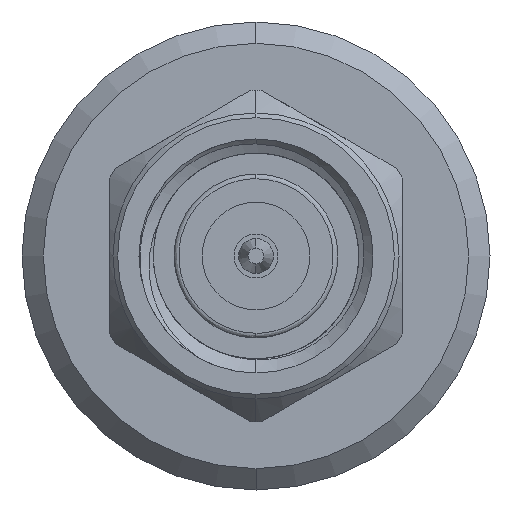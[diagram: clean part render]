
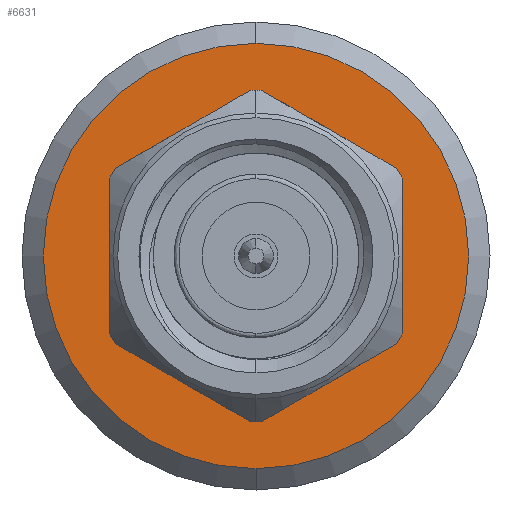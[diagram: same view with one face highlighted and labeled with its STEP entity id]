
A CAD part, left-side view. The second image highlights one B-rep face of the part: STEP entity #6631.
In plain terms, the highlighted planar face has unit normal (-1, 0, 0).
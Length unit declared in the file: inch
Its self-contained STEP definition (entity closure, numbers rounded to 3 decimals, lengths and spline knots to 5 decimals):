
#145 = CIRCLE ( 'NONE', #3974, 0.22718 ) ;
#215 = CARTESIAN_POINT ( 'NONE',  ( 0.34931, 0.13786, 0. ) ) ;
#643 = EDGE_CURVE ( 'NONE', #2263, #904, #6645, .T. ) ;
#723 = FACE_OUTER_BOUND ( 'NONE', #2214, .T. ) ;
#904 = VERTEX_POINT ( 'NONE', #2076 ) ;
#932 = DIRECTION ( 'NONE',  ( 0., 0., -1. ) ) ;
#1068 = EDGE_LOOP ( 'NONE', ( #5843, #4859 ) ) ;
#1097 = AXIS2_PLACEMENT_3D ( 'NONE', #5609, #3021, #932 ) ;
#1324 = CARTESIAN_POINT ( 'NONE',  ( 0.34931, 0., 0.13786 ) ) ;
#1349 = EDGE_CURVE ( 'NONE', #4081, #5859, #2306, .T. ) ;
#1397 = DIRECTION ( 'NONE',  ( 1., 0., 0. ) ) ;
#1505 = DIRECTION ( 'NONE',  ( 0., 0., -1. ) ) ;
#1794 = DIRECTION ( 'NONE',  ( -1., 0., 0. ) ) ;
#2076 = CARTESIAN_POINT ( 'NONE',  ( 0.34931, 0., -0.22718 ) ) ;
#2214 = EDGE_LOOP ( 'NONE', ( #2257, #5327 ) ) ;
#2257 = ORIENTED_EDGE ( 'NONE', *, *, #4995, .F. ) ;
#2263 = VERTEX_POINT ( 'NONE', #2595 ) ;
#2306 = CIRCLE ( 'NONE', #5029, 0.13786 ) ;
#2595 = CARTESIAN_POINT ( 'NONE',  ( 0.34931, 0., 0.22718 ) ) ;
#2811 = FACE_BOUND ( 'NONE', #1068, .T. ) ;
#3021 = DIRECTION ( 'NONE',  ( 1., 0., 0. ) ) ;
#3216 = DIRECTION ( 'NONE',  ( 0., 0., -1. ) ) ;
#3754 = DIRECTION ( 'NONE',  ( 1., 0., 0. ) ) ;
#3881 = DIRECTION ( 'NONE',  ( 0., 0., 1. ) ) ;
#3974 = AXIS2_PLACEMENT_3D ( 'NONE', #5252, #4269, #3216 ) ;
#4081 = VERTEX_POINT ( 'NONE', #1324 ) ;
#4269 = DIRECTION ( 'NONE',  ( 1., 0., 0. ) ) ;
#4517 = CARTESIAN_POINT ( 'NONE',  ( 0.34931, 0., -0.13786 ) ) ;
#4609 = CARTESIAN_POINT ( 'NONE',  ( 0.34931, 0., 0. ) ) ;
#4841 = EDGE_CURVE ( 'NONE', #5859, #4081, #5916, .T. ) ;
#4848 = AXIS2_PLACEMENT_3D ( 'NONE', #215, #1794, #3881 ) ;
#4859 = ORIENTED_EDGE ( 'NONE', *, *, #1349, .T. ) ;
#4894 = PLANE ( 'NONE',  #4848 ) ;
#4995 = EDGE_CURVE ( 'NONE', #904, #2263, #145, .T. ) ;
#5029 = AXIS2_PLACEMENT_3D ( 'NONE', #6319, #3754, #5818 ) ;
#5252 = CARTESIAN_POINT ( 'NONE',  ( 0.34931, 0., 0. ) ) ;
#5327 = ORIENTED_EDGE ( 'NONE', *, *, #643, .F. ) ;
#5480 = AXIS2_PLACEMENT_3D ( 'NONE', #4609, #1397, #1505 ) ;
#5609 = CARTESIAN_POINT ( 'NONE',  ( 0.34931, 0., 0. ) ) ;
#5818 = DIRECTION ( 'NONE',  ( 0., 0., -1. ) ) ;
#5843 = ORIENTED_EDGE ( 'NONE', *, *, #4841, .T. ) ;
#5859 = VERTEX_POINT ( 'NONE', #4517 ) ;
#5916 = CIRCLE ( 'NONE', #5480, 0.13786 ) ;
#6319 = CARTESIAN_POINT ( 'NONE',  ( 0.34931, 0., 0. ) ) ;
#6631 = ADVANCED_FACE ( 'NONE', ( #723, #2811 ), #4894, .T. ) ;
#6645 = CIRCLE ( 'NONE', #1097, 0.22718 ) ;
